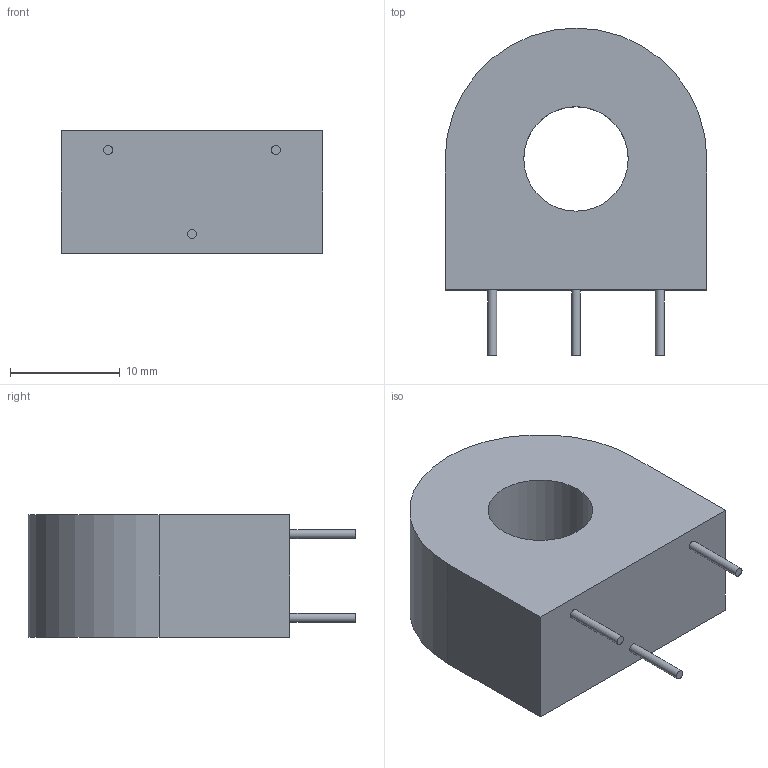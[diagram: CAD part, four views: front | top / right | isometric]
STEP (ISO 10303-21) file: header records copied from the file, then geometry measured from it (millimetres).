
FILE_DESCRIPTION(/* description */ (''),/* implementation_level */ '2;1');
FILE_NAME(/* name */ 'AC1015.stp',/* time_stamp */ '2018-02-28T18:24:55-06:00',/* author */ ('brutu'),/* organization */ (''),/* preprocessor_version */ 'ST-DEVELOPER v16.13',/* originating_system */ 'Autodesk Inventor 2018',/* authorisation */ '');
FILE_SCHEMA (('AUTOMOTIVE_DESIGN { 1 0 10303 214 3 1 1 }'));
Length unit declared in the file: inch
Products named in the file (1): AC1015
Bounding box: 23.8 x 29.8 x 11.12 mm (x, y, z)
Volume: 4844.1 mm3; surface area: 2192.4 mm2
Topology: 1 solids, 1 shells, 13 faces, 24 edges, 16 vertices
Faces by surface type: plane 8, cylinder 5
Full cylindrical faces by diameter (mm): 0.813 x3, 9.5 x1
Entity records: 380 total; most frequent: DIRECTION 58, CARTESIAN_POINT 50, ORIENTED_EDGE 40, AXIS2_PLACEMENT_3D 24, EDGE_LOOP 22, EDGE_CURVE 20, VERTEX_POINT 16, STYLED_ITEM 14
